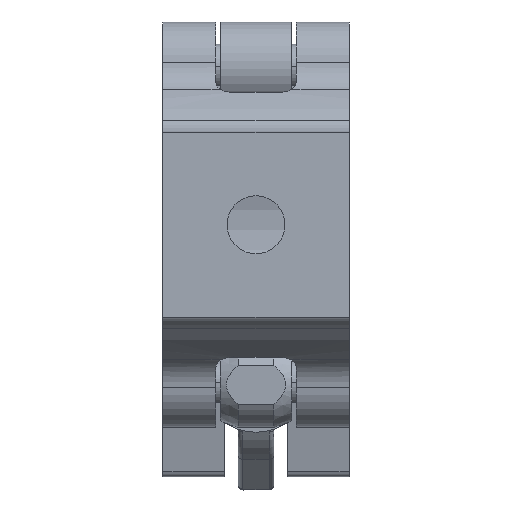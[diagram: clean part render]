
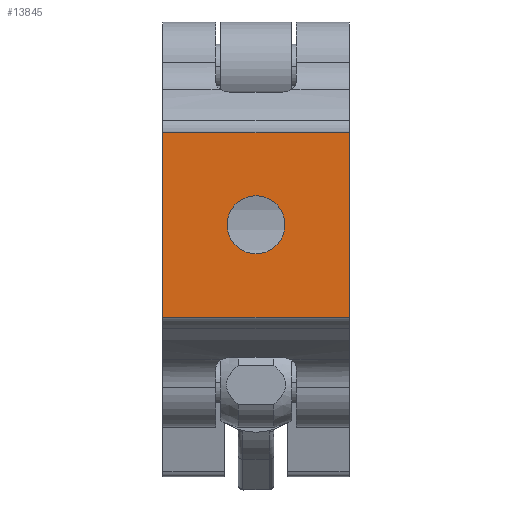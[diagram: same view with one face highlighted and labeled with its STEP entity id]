
A CAD part, front view. The second image highlights one B-rep face of the part: STEP entity #13845.
In plain terms, the highlighted planar face has unit normal (0, -1, 0).
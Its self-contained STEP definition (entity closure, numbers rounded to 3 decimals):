
#214 = DIRECTION ( 'NONE',  ( -1., 0., 0. ) ) ;
#673 = FACE_OUTER_BOUND ( 'NONE', #2843, .T. ) ;
#716 = CIRCLE ( 'NONE', #1983, 3.25 ) ;
#852 = DIRECTION ( 'NONE',  ( 0., 0., -1. ) ) ;
#856 = VECTOR ( 'NONE', #9406, 1000. ) ;
#999 = CARTESIAN_POINT ( 'NONE',  ( 10.45, 0., 10.35 ) ) ;
#1167 = DIRECTION ( 'NONE',  ( -1., 0., 0. ) ) ;
#1222 = VECTOR ( 'NONE', #1167, 1000. ) ;
#1245 = DIRECTION ( 'NONE',  ( 0., -1., 0. ) ) ;
#1983 = AXIS2_PLACEMENT_3D ( 'NONE', #9191, #9146, #5786 ) ;
#2423 = CARTESIAN_POINT ( 'NONE',  ( -10.45, 0., -10.35 ) ) ;
#2843 = EDGE_LOOP ( 'NONE', ( #11259, #13419, #14084, #7202 ) ) ;
#2992 = DIRECTION ( 'NONE',  ( 0., 1., 0. ) ) ;
#3031 = CARTESIAN_POINT ( 'NONE',  ( 10.45, 0., -10.35 ) ) ;
#3528 = CARTESIAN_POINT ( 'NONE',  ( -10.45, 0., 10.35 ) ) ;
#3699 = DIRECTION ( 'NONE',  ( 0., 0., -1. ) ) ;
#3803 = FACE_BOUND ( 'NONE', #8514, .T. ) ;
#4661 = ORIENTED_EDGE ( 'NONE', *, *, #10898, .F. ) ;
#4705 = CARTESIAN_POINT ( 'NONE',  ( 10.45, 0., 10.35 ) ) ;
#4945 = CARTESIAN_POINT ( 'NONE',  ( 10.45, 0., 10.35 ) ) ;
#5457 = VERTEX_POINT ( 'NONE', #9737 ) ;
#5786 = DIRECTION ( 'NONE',  ( 0., 0., -1. ) ) ;
#6519 = VERTEX_POINT ( 'NONE', #999 ) ;
#6685 = EDGE_CURVE ( 'NONE', #6519, #9629, #10074, .T. ) ;
#6693 = VERTEX_POINT ( 'NONE', #3528 ) ;
#7202 = ORIENTED_EDGE ( 'NONE', *, *, #11019, .T. ) ;
#7207 = AXIS2_PLACEMENT_3D ( 'NONE', #9906, #2992, #8697 ) ;
#7460 = VERTEX_POINT ( 'NONE', #13656 ) ;
#8198 = LINE ( 'NONE', #4945, #11281 ) ;
#8266 = CARTESIAN_POINT ( 'NONE',  ( 0., 0., 0. ) ) ;
#8415 = EDGE_CURVE ( 'NONE', #6693, #14169, #12068, .T. ) ;
#8514 = EDGE_LOOP ( 'NONE', ( #11515, #4661 ) ) ;
#8682 = AXIS2_PLACEMENT_3D ( 'NONE', #8266, #1245, #3699 ) ;
#8697 = DIRECTION ( 'NONE',  ( 0., 0., 1. ) ) ;
#8841 = CARTESIAN_POINT ( 'NONE',  ( -10.45, 0., 10.35 ) ) ;
#9146 = DIRECTION ( 'NONE',  ( 0., -1., 0. ) ) ;
#9191 = CARTESIAN_POINT ( 'NONE',  ( 0., 0., 0. ) ) ;
#9238 = EDGE_CURVE ( 'NONE', #7460, #5457, #11857, .T. ) ;
#9364 = VECTOR ( 'NONE', #852, 1000. ) ;
#9406 = DIRECTION ( 'NONE',  ( 0., 0., -1. ) ) ;
#9607 = LINE ( 'NONE', #15135, #1222 ) ;
#9629 = VERTEX_POINT ( 'NONE', #3031 ) ;
#9737 = CARTESIAN_POINT ( 'NONE',  ( 0., 0., 3.25 ) ) ;
#9906 = CARTESIAN_POINT ( 'NONE',  ( 10.45, 0., 10.35 ) ) ;
#9954 = PLANE ( 'NONE',  #7207 ) ;
#10074 = LINE ( 'NONE', #4705, #856 ) ;
#10898 = EDGE_CURVE ( 'NONE', #5457, #7460, #716, .T. ) ;
#11019 = EDGE_CURVE ( 'NONE', #6519, #6693, #8198, .T. ) ;
#11259 = ORIENTED_EDGE ( 'NONE', *, *, #8415, .T. ) ;
#11281 = VECTOR ( 'NONE', #214, 1000. ) ;
#11515 = ORIENTED_EDGE ( 'NONE', *, *, #9238, .F. ) ;
#11857 = CIRCLE ( 'NONE', #8682, 3.25 ) ;
#12068 = LINE ( 'NONE', #8841, #9364 ) ;
#13419 = ORIENTED_EDGE ( 'NONE', *, *, #13575, .F. ) ;
#13575 = EDGE_CURVE ( 'NONE', #9629, #14169, #9607, .T. ) ;
#13656 = CARTESIAN_POINT ( 'NONE',  ( 0., 0., -3.25 ) ) ;
#13845 = ADVANCED_FACE ( 'NONE', ( #3803, #673 ), #9954, .F. ) ;
#14084 = ORIENTED_EDGE ( 'NONE', *, *, #6685, .F. ) ;
#14169 = VERTEX_POINT ( 'NONE', #2423 ) ;
#15135 = CARTESIAN_POINT ( 'NONE',  ( 10.45, 0., -10.35 ) ) ;
